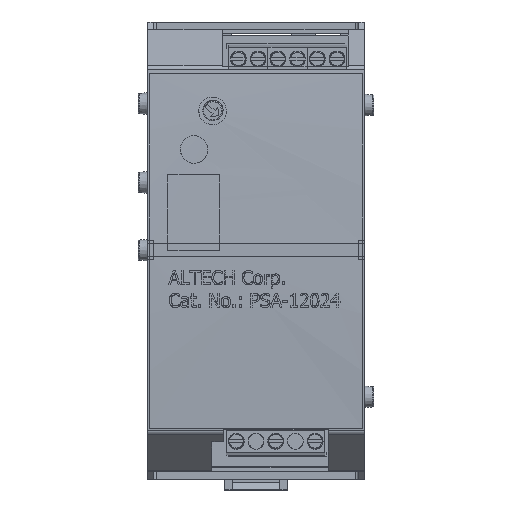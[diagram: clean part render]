
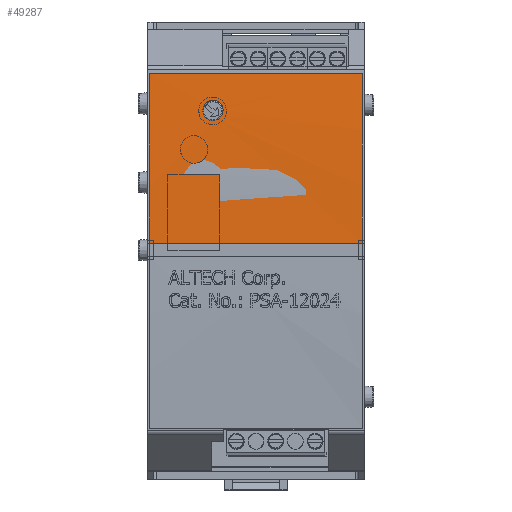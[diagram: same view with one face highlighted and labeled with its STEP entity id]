
A CAD part, top view. The second image highlights one B-rep face of the part: STEP entity #49287.
In plain terms, the highlighted cylindrical face has radius 541.707 mm (diameter 1083.41 mm), a partial arc.
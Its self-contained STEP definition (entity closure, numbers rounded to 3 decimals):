
#49205=CARTESIAN_POINT('',(-1.7,-413.392,-27.5));
#49206=DIRECTION('',(0.0,0.0,1.0));
#49207=DIRECTION('',(0.,1.0,0.0));
#49208=AXIS2_PLACEMENT_3D('',#49205,#49206,#49207);
#49209=CYLINDRICAL_SURFACE('',#49208,541.707);
#49210=CARTESIAN_POINT('',(-1.7,128.315,-54.47));
#49211=VERTEX_POINT('',#49210);
#49212=CARTESIAN_POINT('',(-44.872,126.592,-54.47));
#49213=VERTEX_POINT('',#49212);
#49214=CARTESIAN_POINT('',(-1.7,-413.392,-54.47));
#49215=DIRECTION('',(0.0,0.0,1.0));
#49216=DIRECTION('',(0.,1.0,0.0));
#49217=AXIS2_PLACEMENT_3D('',#49214,#49215,#49216);
#49218=CIRCLE('',#49217,541.707);
#49219=EDGE_CURVE('',#49211,#49213,#49218,.T.);
#49220=ORIENTED_EDGE('',*,*,#49219,.T.);
#49221=CARTESIAN_POINT('',(-44.872,126.592,-0.368));
#49222=VERTEX_POINT('',#49221);
#49223=CARTESIAN_POINT('',(-44.872,126.592,-54.47));
#49224=DIRECTION('',(0.0,0.0,1.0));
#49225=VECTOR('',#49224,54.102);
#49226=LINE('',#49223,#49225);
#49227=EDGE_CURVE('',#49213,#49222,#49226,.T.);
#49228=ORIENTED_EDGE('',*,*,#49227,.T.);
#49229=CARTESIAN_POINT('',(-1.7,128.315,-0.368));
#49230=VERTEX_POINT('',#49229);
#49231=CARTESIAN_POINT('',(-1.7,-413.392,-0.368));
#49232=DIRECTION('',(0.0,0.0,-1.0));
#49233=DIRECTION('',(0.,1.0,0.0));
#49234=AXIS2_PLACEMENT_3D('',#49231,#49232,#49233);
#49235=CIRCLE('',#49234,541.707);
#49236=EDGE_CURVE('',#49222,#49230,#49235,.T.);
#49237=ORIENTED_EDGE('',*,*,#49236,.T.);
#49238=CARTESIAN_POINT('',(-1.7,128.315,-0.368));
#49239=DIRECTION('',(0.0,0.0,-1.0));
#49240=VECTOR('',#49239,54.102);
#49241=LINE('',#49238,#49240);
#49242=EDGE_CURVE('',#49230,#49211,#49241,.T.);
#49243=ORIENTED_EDGE('',*,*,#49242,.T.);
#49244=EDGE_LOOP('',(#49220,#49228,#49237,#49243));
#49245=FACE_OUTER_BOUND('',#49244,.T.);
#49246=CARTESIAN_POINT('',(-32.964,127.412,-16.658));
#49247=VERTEX_POINT('',#49246);
#49248=CARTESIAN_POINT('',(-32.964,127.412,-16.658));
#49249=CARTESIAN_POINT('',(-32.964,127.412,-16.344));
#49250=CARTESIAN_POINT('',(-33.027,127.408,-16.009));
#49251=CARTESIAN_POINT('',(-33.282,127.393,-15.393));
#49252=CARTESIAN_POINT('',(-33.474,127.382,-15.112));
#49253=CARTESIAN_POINT('',(-33.918,127.356,-14.668));
#49254=CARTESIAN_POINT('',(-34.199,127.339,-14.476));
#49255=CARTESIAN_POINT('',(-34.816,127.302,-14.22));
#49256=CARTESIAN_POINT('',(-35.151,127.281,-14.158));
#49257=CARTESIAN_POINT('',(-35.778,127.242,-14.158));
#49258=CARTESIAN_POINT('',(-36.113,127.221,-14.22));
#49259=CARTESIAN_POINT('',(-36.73,127.181,-14.476));
#49260=CARTESIAN_POINT('',(-37.011,127.163,-14.668));
#49261=CARTESIAN_POINT('',(-37.455,127.134,-15.112));
#49262=CARTESIAN_POINT('',(-37.647,127.121,-15.393));
#49263=CARTESIAN_POINT('',(-37.902,127.104,-16.009));
#49264=CARTESIAN_POINT('',(-37.964,127.1,-16.344));
#49265=CARTESIAN_POINT('',(-37.964,127.1,-16.972));
#49266=CARTESIAN_POINT('',(-37.902,127.104,-17.306));
#49267=CARTESIAN_POINT('',(-37.647,127.121,-17.922));
#49268=CARTESIAN_POINT('',(-37.455,127.134,-18.203));
#49269=CARTESIAN_POINT('',(-37.011,127.163,-18.647));
#49270=CARTESIAN_POINT('',(-36.73,127.181,-18.84));
#49271=CARTESIAN_POINT('',(-36.113,127.221,-19.095));
#49272=CARTESIAN_POINT('',(-35.778,127.242,-19.158));
#49273=CARTESIAN_POINT('',(-35.151,127.281,-19.158));
#49274=CARTESIAN_POINT('',(-34.816,127.302,-19.095));
#49275=CARTESIAN_POINT('',(-34.199,127.339,-18.84));
#49276=CARTESIAN_POINT('',(-33.918,127.356,-18.647));
#49277=CARTESIAN_POINT('',(-33.474,127.382,-18.203));
#49278=CARTESIAN_POINT('',(-33.282,127.393,-17.922));
#49279=CARTESIAN_POINT('',(-33.027,127.408,-17.306));
#49280=CARTESIAN_POINT('',(-32.964,127.412,-16.972));
#49281=CARTESIAN_POINT('',(-32.964,127.412,-16.658));
#49282=B_SPLINE_CURVE_WITH_KNOTS('',3,(#49248,#49249,#49250,#49251,#49252,#49253,#49254,#49255,#49256,#49257,#49258,#49259,#49260,#49261,#49262,#49263,#49264,#49265,#49266,#49267,#49268,#49269,#49270,#49271,#49272,#49273,#49274,#49275,#49276,#49277,#49278,#49279,#49280,#49281),.UNSPECIFIED.,.T.,.U.,(4,2,2,2,2,2,2,2,2,2,2,2,2,2,2,2,4),(-1.508,-1.414,-1.32,-1.226,-1.131,-1.037,-0.942,-0.848,-0.754,-0.66,-0.566,-0.471,-0.377,-0.283,-0.188,-0.094,0.0),.UNSPECIFIED.);
#49283=EDGE_CURVE('',#49247,#49247,#49282,.T.);
#49284=ORIENTED_EDGE('',*,*,#49283,.T.);
#49285=EDGE_LOOP('',(#49284));
#49286=FACE_BOUND('',#49285,.T.);
#49287=ADVANCED_FACE('',(#49245,#49286),#49209,.T.);
